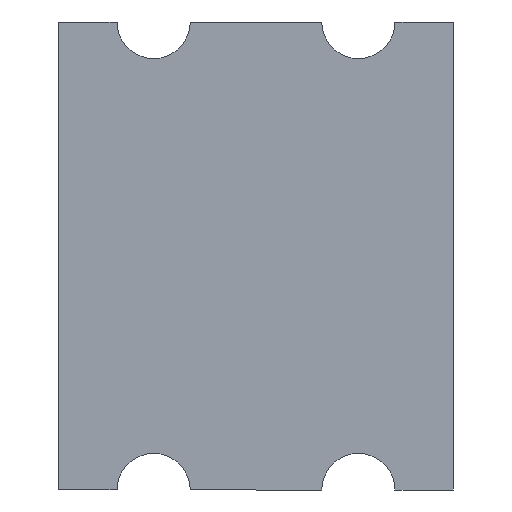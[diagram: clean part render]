
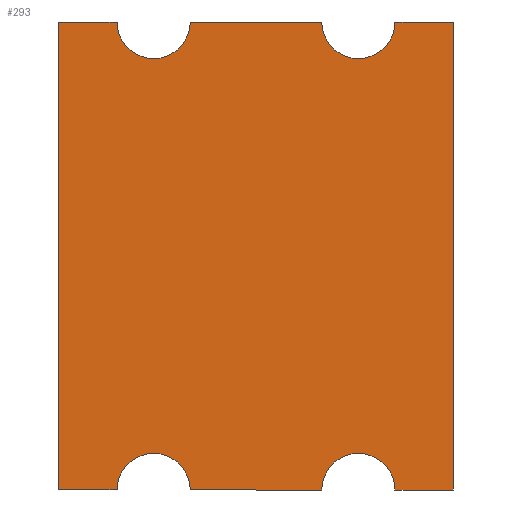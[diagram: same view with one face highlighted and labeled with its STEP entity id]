
A CAD part, front view. The second image highlights one B-rep face of the part: STEP entity #293.
In plain terms, the highlighted planar face has unit normal (0, -1, 0).
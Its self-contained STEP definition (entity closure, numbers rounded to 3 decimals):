
#1 = CARTESIAN_POINT ( 'NONE',  ( -1.35, 0., 1.6 ) ) ;
#4 = ORIENTED_EDGE ( 'NONE', *, *, #420, .T. ) ;
#18 = DIRECTION ( 'NONE',  ( -1., 0., 0. ) ) ;
#19 = VECTOR ( 'NONE', #261, 1000. ) ;
#24 = AXIS2_PLACEMENT_3D ( 'NONE', #181, #445, #174 ) ;
#27 = LINE ( 'NONE', #402, #120 ) ;
#41 = AXIS2_PLACEMENT_3D ( 'NONE', #208, #534, #692 ) ;
#47 = ORIENTED_EDGE ( 'NONE', *, *, #658, .F. ) ;
#48 = DIRECTION ( 'NONE',  ( -1., 0., 0. ) ) ;
#50 = CARTESIAN_POINT ( 'NONE',  ( 0.45, 0., -1.6 ) ) ;
#54 = DIRECTION ( 'NONE',  ( 0., 0., 1. ) ) ;
#57 = EDGE_CURVE ( 'NONE', #538, #410, #657, .T. ) ;
#78 = CARTESIAN_POINT ( 'NONE',  ( 0.95, 0., 1.6 ) ) ;
#82 = VECTOR ( 'NONE', #678, 1000. ) ;
#86 = EDGE_CURVE ( 'NONE', #610, #103, #271, .T. ) ;
#89 = CARTESIAN_POINT ( 'NONE',  ( -0.95, 0., -1.6 ) ) ;
#96 = VERTEX_POINT ( 'NONE', #89 ) ;
#103 = VERTEX_POINT ( 'NONE', #694 ) ;
#113 = ORIENTED_EDGE ( 'NONE', *, *, #483, .F. ) ;
#117 = DIRECTION ( 'NONE',  ( 0., 0., 1. ) ) ;
#120 = VECTOR ( 'NONE', #18, 1000. ) ;
#134 = ORIENTED_EDGE ( 'NONE', *, *, #394, .F. ) ;
#145 = CARTESIAN_POINT ( 'NONE',  ( 1.35, 0., 1.6 ) ) ;
#150 = VERTEX_POINT ( 'NONE', #152 ) ;
#152 = CARTESIAN_POINT ( 'NONE',  ( 0.95, 0., -1.6 ) ) ;
#168 = FACE_OUTER_BOUND ( 'NONE', #660, .T. ) ;
#171 = ORIENTED_EDGE ( 'NONE', *, *, #276, .F. ) ;
#174 = DIRECTION ( 'NONE',  ( 0., 0., 1. ) ) ;
#175 = AXIS2_PLACEMENT_3D ( 'NONE', #380, #435, #54 ) ;
#180 = ORIENTED_EDGE ( 'NONE', *, *, #635, .F. ) ;
#181 = CARTESIAN_POINT ( 'NONE',  ( 0.7, 0., 1.6 ) ) ;
#198 = DIRECTION ( 'NONE',  ( 1., 0., 0. ) ) ;
#204 = ORIENTED_EDGE ( 'NONE', *, *, #295, .F. ) ;
#205 = VERTEX_POINT ( 'NONE', #50 ) ;
#208 = CARTESIAN_POINT ( 'NONE',  ( -0.7, 0., 1.6 ) ) ;
#218 = CARTESIAN_POINT ( 'NONE',  ( 0., 0., 0. ) ) ;
#220 = LINE ( 'NONE', #683, #82 ) ;
#222 = CARTESIAN_POINT ( 'NONE',  ( -0.45, 0., -1.6 ) ) ;
#225 = DIRECTION ( 'NONE',  ( 0., 0., 1. ) ) ;
#229 = VERTEX_POINT ( 'NONE', #1 ) ;
#230 = ORIENTED_EDGE ( 'NONE', *, *, #331, .T. ) ;
#242 = EDGE_CURVE ( 'NONE', #569, #320, #510, .T. ) ;
#257 = ORIENTED_EDGE ( 'NONE', *, *, #86, .F. ) ;
#260 = CARTESIAN_POINT ( 'NONE',  ( 1.35, 0., -1.6 ) ) ;
#261 = DIRECTION ( 'NONE',  ( 0., 0., 1. ) ) ;
#271 = LINE ( 'NONE', #145, #696 ) ;
#275 = CARTESIAN_POINT ( 'NONE',  ( 1.35, 0., 1.6 ) ) ;
#276 = EDGE_CURVE ( 'NONE', #556, #229, #308, .T. ) ;
#279 = CIRCLE ( 'NONE', #370, 0.25 ) ;
#284 = CARTESIAN_POINT ( 'NONE',  ( -0.45, 0., 1.6 ) ) ;
#291 = ORIENTED_EDGE ( 'NONE', *, *, #468, .F. ) ;
#293 = ADVANCED_FACE ( 'NONE', ( #168 ), #647, .F. ) ;
#294 = DIRECTION ( 'NONE',  ( 0., 0., 1. ) ) ;
#295 = EDGE_CURVE ( 'NONE', #367, #150, #615, .T. ) ;
#308 = LINE ( 'NONE', #494, #19 ) ;
#320 = VERTEX_POINT ( 'NONE', #222 ) ;
#321 = ORIENTED_EDGE ( 'NONE', *, *, #57, .T. ) ;
#323 = DIRECTION ( 'NONE',  ( 0., 1., 0. ) ) ;
#331 = EDGE_CURVE ( 'NONE', #205, #357, #456, .T. ) ;
#332 = DIRECTION ( 'NONE',  ( 1., 0., 0. ) ) ;
#337 = EDGE_CURVE ( 'NONE', #610, #440, #582, .T. ) ;
#350 = CARTESIAN_POINT ( 'NONE',  ( 1.35, 0., -1.6 ) ) ;
#354 = LINE ( 'NONE', #350, #609 ) ;
#357 = VERTEX_POINT ( 'NONE', #443 ) ;
#367 = VERTEX_POINT ( 'NONE', #390 ) ;
#370 = AXIS2_PLACEMENT_3D ( 'NONE', #454, #614, #294 ) ;
#374 = LINE ( 'NONE', #688, #705 ) ;
#380 = CARTESIAN_POINT ( 'NONE',  ( -0.7, 0., -1.6 ) ) ;
#390 = CARTESIAN_POINT ( 'NONE',  ( 1.35, 0., -1.6 ) ) ;
#393 = CARTESIAN_POINT ( 'NONE',  ( -0.95, 0., 1.6 ) ) ;
#394 = EDGE_CURVE ( 'NONE', #229, #410, #578, .T. ) ;
#395 = CARTESIAN_POINT ( 'NONE',  ( -0.7, 0., -1.6 ) ) ;
#402 = CARTESIAN_POINT ( 'NONE',  ( 1.35, 0., -1.6 ) ) ;
#410 = VERTEX_POINT ( 'NONE', #393 ) ;
#420 = EDGE_CURVE ( 'NONE', #96, #569, #648, .T. ) ;
#435 = DIRECTION ( 'NONE',  ( 0., 1., 0. ) ) ;
#440 = VERTEX_POINT ( 'NONE', #567 ) ;
#443 = CARTESIAN_POINT ( 'NONE',  ( 0.7, 0., -1.35 ) ) ;
#445 = DIRECTION ( 'NONE',  ( 0., 1., 0. ) ) ;
#452 = DIRECTION ( 'NONE',  ( 0., 1., 0. ) ) ;
#454 = CARTESIAN_POINT ( 'NONE',  ( 0.7, 0., -1.6 ) ) ;
#456 = CIRCLE ( 'NONE', #590, 0.25 ) ;
#467 = VECTOR ( 'NONE', #332, 1000. ) ;
#468 = EDGE_CURVE ( 'NONE', #96, #556, #27, .T. ) ;
#483 = EDGE_CURVE ( 'NONE', #205, #320, #354, .T. ) ;
#487 = ORIENTED_EDGE ( 'NONE', *, *, #242, .T. ) ;
#488 = EDGE_CURVE ( 'NONE', #357, #150, #279, .T. ) ;
#494 = CARTESIAN_POINT ( 'NONE',  ( -1.35, 0., 1.6 ) ) ;
#508 = VECTOR ( 'NONE', #48, 1000. ) ;
#510 = CIRCLE ( 'NONE', #175, 0.25 ) ;
#513 = CARTESIAN_POINT ( 'NONE',  ( -1.35, 0., -1.6 ) ) ;
#534 = DIRECTION ( 'NONE',  ( 0., 1., 0. ) ) ;
#538 = VERTEX_POINT ( 'NONE', #284 ) ;
#556 = VERTEX_POINT ( 'NONE', #513 ) ;
#558 = CARTESIAN_POINT ( 'NONE',  ( 0.7, 0., -1.6 ) ) ;
#567 = CARTESIAN_POINT ( 'NONE',  ( 0.45, 0., 1.6 ) ) ;
#569 = VERTEX_POINT ( 'NONE', #621 ) ;
#578 = LINE ( 'NONE', #275, #467 ) ;
#582 = CIRCLE ( 'NONE', #24, 0.25 ) ;
#585 = DIRECTION ( 'NONE',  ( 1., 0., 0. ) ) ;
#590 = AXIS2_PLACEMENT_3D ( 'NONE', #558, #606, #225 ) ;
#596 = ORIENTED_EDGE ( 'NONE', *, *, #337, .T. ) ;
#597 = ORIENTED_EDGE ( 'NONE', *, *, #488, .T. ) ;
#606 = DIRECTION ( 'NONE',  ( 0., 1., 0. ) ) ;
#609 = VECTOR ( 'NONE', #622, 1000. ) ;
#610 = VERTEX_POINT ( 'NONE', #78 ) ;
#614 = DIRECTION ( 'NONE',  ( 0., 1., 0. ) ) ;
#615 = LINE ( 'NONE', #260, #508 ) ;
#621 = CARTESIAN_POINT ( 'NONE',  ( -0.7, 0., -1.35 ) ) ;
#622 = DIRECTION ( 'NONE',  ( -1., 0., 0. ) ) ;
#635 = EDGE_CURVE ( 'NONE', #103, #367, #220, .T. ) ;
#647 = PLANE ( 'NONE',  #702 ) ;
#648 = CIRCLE ( 'NONE', #693, 0.25 ) ;
#652 = DIRECTION ( 'NONE',  ( 0., 0., 1. ) ) ;
#657 = CIRCLE ( 'NONE', #41, 0.25 ) ;
#658 = EDGE_CURVE ( 'NONE', #538, #440, #374, .T. ) ;
#660 = EDGE_LOOP ( 'NONE', ( #113, #230, #597, #204, #180, #257, #596, #47, #321, #134, #171, #291, #4, #487 ) ) ;
#678 = DIRECTION ( 'NONE',  ( 0., 0., -1. ) ) ;
#683 = CARTESIAN_POINT ( 'NONE',  ( 1.35, 0., 1.6 ) ) ;
#688 = CARTESIAN_POINT ( 'NONE',  ( 1.35, 0., 1.6 ) ) ;
#692 = DIRECTION ( 'NONE',  ( 0., 0., 1. ) ) ;
#693 = AXIS2_PLACEMENT_3D ( 'NONE', #395, #452, #117 ) ;
#694 = CARTESIAN_POINT ( 'NONE',  ( 1.35, 0., 1.6 ) ) ;
#696 = VECTOR ( 'NONE', #585, 1000. ) ;
#702 = AXIS2_PLACEMENT_3D ( 'NONE', #218, #323, #652 ) ;
#705 = VECTOR ( 'NONE', #198, 1000. ) ;
